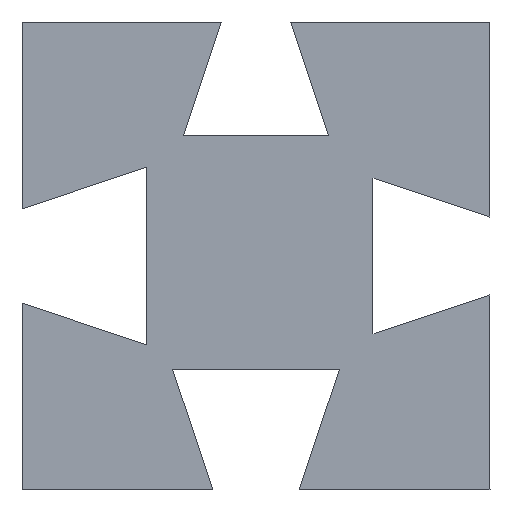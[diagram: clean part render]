
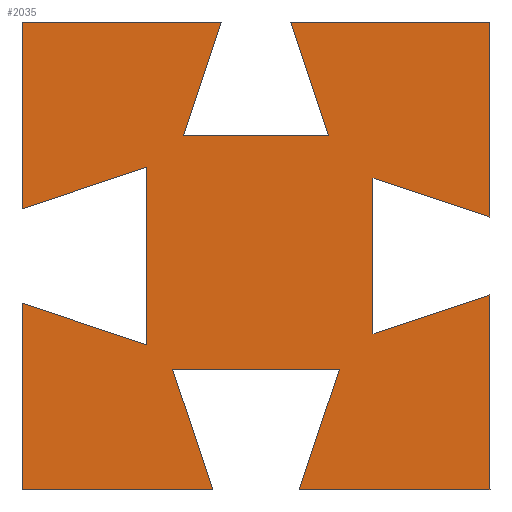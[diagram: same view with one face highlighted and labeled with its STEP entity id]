
A CAD part, front view. The second image highlights one B-rep face of the part: STEP entity #2035.
In plain terms, the highlighted planar face has unit normal (0, -1, 0).
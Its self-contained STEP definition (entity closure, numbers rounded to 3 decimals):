
#58=PLANE('',#2088);
#166=FACE_OUTER_BOUND('',#279,.T.);
#279=EDGE_LOOP('',(#1839,#1840,#1841,#1842,#1843,#1844,#1845,#1846,#1847,
#1848,#1849,#1850,#1851,#1852,#1853,#1854,#1855,#1856,#1857,#1858));
#366=LINE('',#3878,#531);
#389=LINE('',#4010,#554);
#393=LINE('',#4018,#558);
#396=LINE('',#4024,#561);
#399=LINE('',#4030,#564);
#402=LINE('',#4036,#567);
#405=LINE('',#4042,#570);
#408=LINE('',#4048,#573);
#411=LINE('',#4054,#576);
#414=LINE('',#4060,#579);
#417=LINE('',#4066,#582);
#420=LINE('',#4072,#585);
#423=LINE('',#4078,#588);
#426=LINE('',#4084,#591);
#429=LINE('',#4090,#594);
#432=LINE('',#4095,#597);
#434=LINE('',#4100,#599);
#437=LINE('',#4106,#602);
#440=LINE('',#4112,#605);
#443=LINE('',#4117,#608);
#531=VECTOR('',#2199,10.);
#554=VECTOR('',#2236,10.);
#558=VECTOR('',#2242,10.);
#561=VECTOR('',#2247,10.);
#564=VECTOR('',#2252,10.);
#567=VECTOR('',#2257,10.);
#570=VECTOR('',#2262,10.);
#573=VECTOR('',#2267,10.);
#576=VECTOR('',#2272,10.);
#579=VECTOR('',#2277,10.);
#582=VECTOR('',#2282,10.);
#585=VECTOR('',#2287,10.);
#588=VECTOR('',#2292,10.);
#591=VECTOR('',#2297,10.);
#594=VECTOR('',#2302,10.);
#597=VECTOR('',#2307,10.);
#599=VECTOR('',#2313,10.);
#602=VECTOR('',#2318,10.);
#605=VECTOR('',#2323,10.);
#608=VECTOR('',#2328,10.);
#892=VERTEX_POINT('',#3876);
#893=VERTEX_POINT('',#3877);
#914=VERTEX_POINT('',#4008);
#915=VERTEX_POINT('',#4009);
#918=VERTEX_POINT('',#4017);
#920=VERTEX_POINT('',#4023);
#922=VERTEX_POINT('',#4029);
#924=VERTEX_POINT('',#4035);
#926=VERTEX_POINT('',#4041);
#928=VERTEX_POINT('',#4047);
#930=VERTEX_POINT('',#4053);
#932=VERTEX_POINT('',#4059);
#934=VERTEX_POINT('',#4065);
#936=VERTEX_POINT('',#4071);
#938=VERTEX_POINT('',#4077);
#940=VERTEX_POINT('',#4083);
#942=VERTEX_POINT('',#4089);
#944=VERTEX_POINT('',#4099);
#946=VERTEX_POINT('',#4105);
#948=VERTEX_POINT('',#4111);
#1166=EDGE_CURVE('',#892,#893,#366,.T.);
#1197=EDGE_CURVE('',#914,#915,#389,.T.);
#1201=EDGE_CURVE('',#914,#918,#393,.T.);
#1204=EDGE_CURVE('',#918,#920,#396,.T.);
#1207=EDGE_CURVE('',#920,#922,#399,.T.);
#1210=EDGE_CURVE('',#922,#924,#402,.T.);
#1213=EDGE_CURVE('',#924,#926,#405,.T.);
#1216=EDGE_CURVE('',#926,#928,#408,.T.);
#1219=EDGE_CURVE('',#928,#930,#411,.T.);
#1222=EDGE_CURVE('',#930,#932,#414,.T.);
#1225=EDGE_CURVE('',#934,#932,#417,.T.);
#1228=EDGE_CURVE('',#934,#936,#420,.T.);
#1231=EDGE_CURVE('',#936,#938,#423,.T.);
#1234=EDGE_CURVE('',#938,#940,#426,.T.);
#1237=EDGE_CURVE('',#940,#942,#429,.T.);
#1240=EDGE_CURVE('',#893,#942,#432,.T.);
#1242=EDGE_CURVE('',#944,#892,#434,.T.);
#1245=EDGE_CURVE('',#944,#946,#437,.T.);
#1248=EDGE_CURVE('',#946,#948,#440,.T.);
#1251=EDGE_CURVE('',#915,#948,#443,.T.);
#1839=ORIENTED_EDGE('',*,*,#1251,.F.);
#1840=ORIENTED_EDGE('',*,*,#1197,.F.);
#1841=ORIENTED_EDGE('',*,*,#1201,.T.);
#1842=ORIENTED_EDGE('',*,*,#1204,.T.);
#1843=ORIENTED_EDGE('',*,*,#1207,.T.);
#1844=ORIENTED_EDGE('',*,*,#1210,.T.);
#1845=ORIENTED_EDGE('',*,*,#1213,.T.);
#1846=ORIENTED_EDGE('',*,*,#1216,.T.);
#1847=ORIENTED_EDGE('',*,*,#1219,.T.);
#1848=ORIENTED_EDGE('',*,*,#1222,.T.);
#1849=ORIENTED_EDGE('',*,*,#1225,.F.);
#1850=ORIENTED_EDGE('',*,*,#1228,.T.);
#1851=ORIENTED_EDGE('',*,*,#1231,.T.);
#1852=ORIENTED_EDGE('',*,*,#1234,.T.);
#1853=ORIENTED_EDGE('',*,*,#1237,.T.);
#1854=ORIENTED_EDGE('',*,*,#1240,.F.);
#1855=ORIENTED_EDGE('',*,*,#1166,.F.);
#1856=ORIENTED_EDGE('',*,*,#1242,.F.);
#1857=ORIENTED_EDGE('',*,*,#1245,.T.);
#1858=ORIENTED_EDGE('',*,*,#1248,.T.);
#2035=ADVANCED_FACE('',(#166),#58,.F.);
#2088=AXIS2_PLACEMENT_3D('',#4120,#2332,#2333);
#2199=DIRECTION('',(1.,0.,0.));
#2236=DIRECTION('',(0.,0.,1.));
#2242=DIRECTION('',(-0.949,0.,0.316));
#2247=DIRECTION('',(0.,0.,-1.));
#2252=DIRECTION('',(1.,0.,0.));
#2257=DIRECTION('',(-0.316,0.,0.949));
#2262=DIRECTION('',(1.,0.,0.));
#2267=DIRECTION('',(-0.316,0.,-0.949));
#2272=DIRECTION('',(1.,0.,0.));
#2277=DIRECTION('',(0.,0.,1.));
#2282=DIRECTION('',(0.949,0.,0.316));
#2287=DIRECTION('',(0.,0.,1.));
#2292=DIRECTION('',(0.949,0.,-0.316));
#2297=DIRECTION('',(0.,0.,1.));
#2302=DIRECTION('',(-1.,0.,0.));
#2307=DIRECTION('',(-0.316,0.,0.949));
#2313=DIRECTION('',(-0.316,0.,-0.949));
#2318=DIRECTION('',(-1.,0.,0.));
#2323=DIRECTION('',(0.,0.,-1.));
#2328=DIRECTION('',(-0.949,0.,-0.316));
#2332=DIRECTION('center_axis',(0.,1.,0.));
#2333=DIRECTION('ref_axis',(1.,0.,0.));
#3876=CARTESIAN_POINT('',(4.139,0.,9.1));
#3877=CARTESIAN_POINT('',(7.861,0.,9.1));
#3878=CARTESIAN_POINT('',(4.139,0.,9.1));
#4008=CARTESIAN_POINT('',(3.2,0.,3.723));
#4009=CARTESIAN_POINT('',(3.2,0.,8.277));
#4010=CARTESIAN_POINT('',(3.2,0.,3.723));
#4017=CARTESIAN_POINT('',(0.,0.,4.789));
#4018=CARTESIAN_POINT('',(3.2,0.,3.723));
#4023=CARTESIAN_POINT('',(0.,0.,0.));
#4024=CARTESIAN_POINT('',(0.,0.,12.));
#4029=CARTESIAN_POINT('',(4.895,0.,0.));
#4030=CARTESIAN_POINT('',(0.,0.,0.));
#4035=CARTESIAN_POINT('',(3.861,0.,3.1));
#4036=CARTESIAN_POINT('',(4.895,0.,0.));
#4041=CARTESIAN_POINT('',(8.139,0.,3.1));
#4042=CARTESIAN_POINT('',(3.861,0.,3.1));
#4047=CARTESIAN_POINT('',(7.105,0.,0.));
#4048=CARTESIAN_POINT('',(8.139,0.,3.1));
#4053=CARTESIAN_POINT('',(12.,0.,0.));
#4054=CARTESIAN_POINT('',(0.,0.,0.));
#4059=CARTESIAN_POINT('',(12.,0.,5.));
#4060=CARTESIAN_POINT('',(12.,0.,0.));
#4065=CARTESIAN_POINT('',(9.,0.,4.));
#4066=CARTESIAN_POINT('',(9.,0.,4.));
#4071=CARTESIAN_POINT('',(9.,0.,8.));
#4072=CARTESIAN_POINT('',(9.,0.,4.));
#4077=CARTESIAN_POINT('',(12.,0.,7.));
#4078=CARTESIAN_POINT('',(9.,0.,8.));
#4083=CARTESIAN_POINT('',(12.,0.,12.));
#4084=CARTESIAN_POINT('',(12.,0.,0.));
#4089=CARTESIAN_POINT('',(6.895,0.,12.));
#4090=CARTESIAN_POINT('',(12.,0.,12.));
#4095=CARTESIAN_POINT('',(7.861,0.,9.1));
#4099=CARTESIAN_POINT('',(5.105,0.,12.));
#4100=CARTESIAN_POINT('',(5.105,0.,12.));
#4105=CARTESIAN_POINT('',(0.,0.,12.));
#4106=CARTESIAN_POINT('',(12.,0.,12.));
#4111=CARTESIAN_POINT('',(0.,0.,7.211));
#4112=CARTESIAN_POINT('',(0.,0.,12.));
#4117=CARTESIAN_POINT('',(3.2,0.,8.277));
#4120=CARTESIAN_POINT('Origin',(6.,0.,6.));
